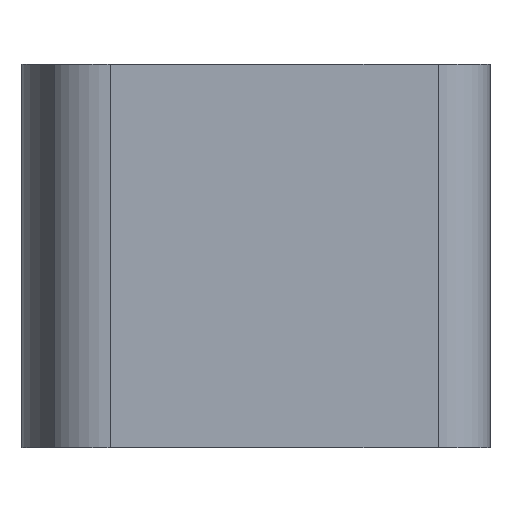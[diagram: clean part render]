
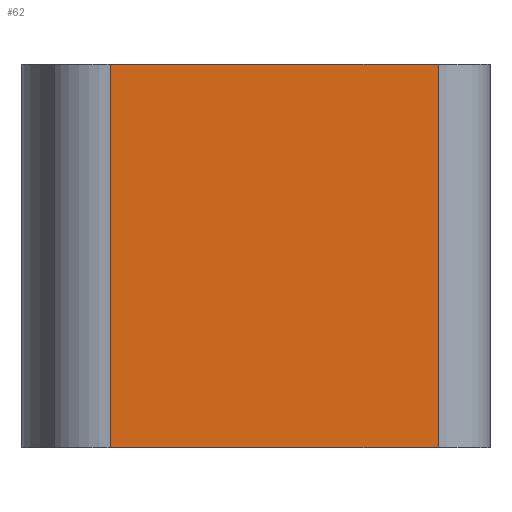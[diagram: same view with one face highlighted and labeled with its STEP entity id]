
A CAD part, left-side view. The second image highlights one B-rep face of the part: STEP entity #62.
In plain terms, the highlighted planar face has unit normal (-1, 0, 0).
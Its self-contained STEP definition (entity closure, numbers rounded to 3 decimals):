
#62 = ADVANCED_FACE ( 'NONE', ( #1359 ), #804, .F. ) ;
#503 = AXIS2_PLACEMENT_3D ( 'NONE', #803, #813, #814 ) ;
#803 = CARTESIAN_POINT ( 'NONE',  ( -4.105, 0.888, 5. ) ) ;
#804 = PLANE ( 'NONE',  #503 ) ;
#813 = DIRECTION ( 'NONE',  ( 1., 0., 0. ) ) ;
#814 = DIRECTION ( 'NONE',  ( 0., 1., 0. ) ) ;
#922 = CARTESIAN_POINT ( 'NONE',  ( -4.104, -7.661, -5. ) ) ;
#964 = CARTESIAN_POINT ( 'NONE',  ( -4.104, -7.661, 5. ) ) ;
#976 = CARTESIAN_POINT ( 'NONE',  ( -4.105, 0.888, 5. ) ) ;
#1023 = CARTESIAN_POINT ( 'NONE',  ( -4.105, 0.888, -5. ) ) ;
#1182 = CARTESIAN_POINT ( 'NONE',  ( -4.105, 0.888, 5. ) ) ;
#1183 = DIRECTION ( 'NONE',  ( 0., 0., -1. ) ) ;
#1278 = CARTESIAN_POINT ( 'NONE',  ( -4.105, 0.888, 5. ) ) ;
#1279 = DIRECTION ( 'NONE',  ( 0., -1., 0. ) ) ;
#1359 = FACE_OUTER_BOUND ( 'NONE', #2444, .T. ) ;
#1506 = LINE ( 'NONE', #1182, #1507 ) ;
#1507 = VECTOR ( 'NONE', #1183, 1000. ) ;
#1562 = LINE ( 'NONE', #1278, #1568 ) ;
#1568 = VECTOR ( 'NONE', #1279, 1000. ) ;
#1621 = LINE ( 'NONE', #1742, #1622 ) ;
#1622 = VECTOR ( 'NONE', #1743, 1000. ) ;
#1625 = LINE ( 'NONE', #1731, #1627 ) ;
#1627 = VECTOR ( 'NONE', #1745, 1000. ) ;
#1731 = CARTESIAN_POINT ( 'NONE',  ( -4.105, 0.888, -5. ) ) ;
#1742 = CARTESIAN_POINT ( 'NONE',  ( -4.104, -7.661, 5. ) ) ;
#1743 = DIRECTION ( 'NONE',  ( 0., 0., -1. ) ) ;
#1745 = DIRECTION ( 'NONE',  ( 0., -1., 0. ) ) ;
#2391 = ORIENTED_EDGE ( 'NONE', *, *, #3227, .T. ) ;
#2392 = ORIENTED_EDGE ( 'NONE', *, *, #3306, .T. ) ;
#2393 = ORIENTED_EDGE ( 'NONE', *, *, #3305, .F. ) ;
#2394 = ORIENTED_EDGE ( 'NONE', *, *, #3267, .F. ) ;
#2444 = EDGE_LOOP ( 'NONE', ( #2391, #2392, #2393, #2394 ) ) ;
#2601 = VERTEX_POINT ( 'NONE', #922 ) ;
#2647 = VERTEX_POINT ( 'NONE', #964 ) ;
#2659 = VERTEX_POINT ( 'NONE', #976 ) ;
#2706 = VERTEX_POINT ( 'NONE', #1023 ) ;
#3227 = EDGE_CURVE ( 'NONE', #2659, #2706, #1506, .T. ) ;
#3267 = EDGE_CURVE ( 'NONE', #2659, #2647, #1562, .T. ) ;
#3305 = EDGE_CURVE ( 'NONE', #2647, #2601, #1621, .T. ) ;
#3306 = EDGE_CURVE ( 'NONE', #2706, #2601, #1625, .T. ) ;
